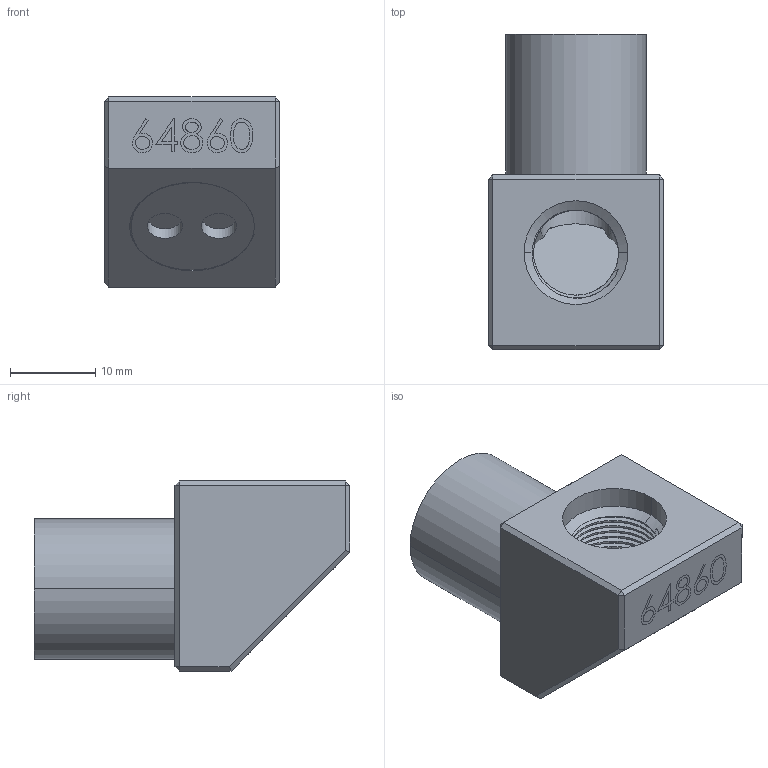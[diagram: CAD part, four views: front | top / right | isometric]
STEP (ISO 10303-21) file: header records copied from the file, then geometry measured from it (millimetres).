
FILE_DESCRIPTION (( 'STEP AP214' ), '1' );
FILE_NAME ('64860_Medium Right Angle Adaptor Extended.STEP', '2020-12-04T14:32:53', ( '' ), ( '' ), 'SwSTEP 2.0', 'SolidWorks 2021', '' );
FILE_SCHEMA (( 'AUTOMOTIVE_DESIGN' ));
Length unit declared in the file: inch
Products named in the file (1): 64860_Medium Right Angle Adaptor Extended
Bounding box: 20.57 x 37.13 x 22.35 mm (x, y, z)
Volume: 8458 mm3; surface area: 5367.3 mm2
Topology: 2 solids, 8 shells, 206 faces, 582 edges, 432 vertices
Faces by surface type: plane 93, cylinder 83, bspline 17, cone 13
Entity records: 16130 total; most frequent: CARTESIAN_POINT 8345, ORIENTED_EDGE 1160, DIRECTION 887, EDGE_CURVE 580, VERTEX_POINT 432, AXIS2_PLACEMENT_3D 329, EDGE_LOOP 254, LINE 229
